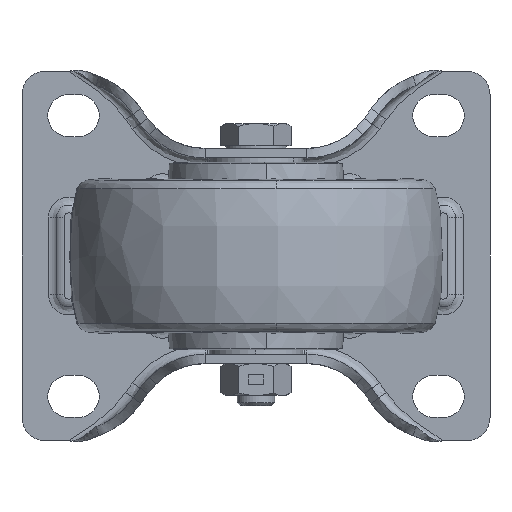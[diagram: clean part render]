
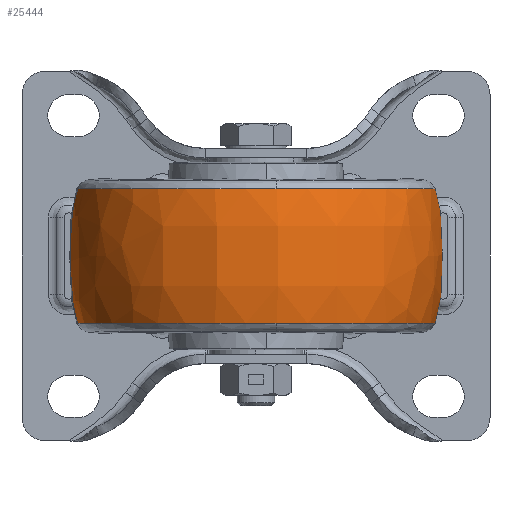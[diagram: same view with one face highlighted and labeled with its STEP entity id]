
A CAD part, front view. The second image highlights one B-rep face of the part: STEP entity #25444.
In plain terms, the highlighted free-form (B-spline) face has degree [3, 3] with [4, 4] control points.
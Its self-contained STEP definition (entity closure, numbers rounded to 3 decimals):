
#440 = DIRECTION ( 'NONE',  ( -0.117, 0.993, 0. ) ) ;
#866 = CARTESIAN_POINT ( 'NONE',  ( 158.772, -55.51, -14.374 ) ) ;
#1306 = VERTEX_POINT ( 'NONE', #5885 ) ;
#2102 = CARTESIAN_POINT ( 'NONE',  ( 158.772, -55.51, 14.374 ) ) ;
#2109 = CIRCLE ( 'NONE', #44524, 38.318 ) ;
#2612 = CARTESIAN_POINT ( 'NONE',  ( 89.687, -146.02, -7.653 ) ) ;
#2632 = CARTESIAN_POINT ( 'NONE',  ( 125.208, -98.054, 14.374 ) ) ;
#2686 = CARTESIAN_POINT ( 'NONE',  ( 82.664, -64.49, -14.374 ) ) ;
#2848 = CARTESIAN_POINT ( 'NONE',  ( 89.687, -146.02, 7.653 ) ) ;
#3792 = EDGE_CURVE ( 'NONE', #1306, #35909, #27026, .T. ) ;
#3965 = DIRECTION ( 'NONE',  ( 0., 0., -1. ) ) ;
#4317 = DIRECTION ( 'NONE',  ( 0., 0., 1. ) ) ;
#5885 = CARTESIAN_POINT ( 'NONE',  ( 158.772, -55.51, -14.374 ) ) ;
#6445 = CARTESIAN_POINT ( 'NONE',  ( 167.751, -131.618, 14.374 ) ) ;
#7455 = CARTESIAN_POINT ( 'NONE',  ( 120.718, -60., 14.374 ) ) ;
#9131 = VERTEX_POINT ( 'NONE', #9183 ) ;
#9183 = CARTESIAN_POINT ( 'NONE',  ( 82.664, -64.49, 14.374 ) ) ;
#9260 =( BOUNDED_CURVE ( )  B_SPLINE_CURVE ( 3, ( #16716, #32369, #24657, #2686 ),
 .UNSPECIFIED., .F., .F. ) 
 B_SPLINE_CURVE_WITH_KNOTS ( ( 4, 4 ),
 ( 0., 1. ),
 .UNSPECIFIED. ) 
 CURVE ( )  GEOMETRIC_REPRESENTATION_ITEM ( )  RATIONAL_B_SPLINE_CURVE ( ( 1., 0.626, 0.626, 1. ) ) 
 REPRESENTATION_ITEM ( '' )  );
#9844 = CARTESIAN_POINT ( 'NONE',  ( 167.751, -131.618, -14.374 ) ) ;
#10495 = EDGE_CURVE ( 'NONE', #35909, #23747, #26620, .T. ) ;
#10965 = DIRECTION ( 'NONE',  ( 0.117, -0.993, 0. ) ) ;
#13469 = CARTESIAN_POINT ( 'NONE',  ( 161.332, -55.208, 7.653 ) ) ;
#13606 = VERTEX_POINT ( 'NONE', #2632 ) ;
#13932 = CARTESIAN_POINT ( 'NONE',  ( 82.664, -64.49, -14.374 ) ) ;
#16716 = CARTESIAN_POINT ( 'NONE',  ( 82.664, -64.49, 14.374 ) ) ;
#17335 = CARTESIAN_POINT ( 'NONE',  ( 170.915, -136.436, -7.653 ) ) ;
#19460 = CARTESIAN_POINT ( 'NONE',  ( 161.332, -55.208, 7.653 ) ) ;
#21404 = CARTESIAN_POINT ( 'NONE',  ( 82.664, -64.49, 14.374 ) ) ;
#22330 = CARTESIAN_POINT ( 'NONE',  ( 161.332, -55.208, -7.653 ) ) ;
#23086 = ORIENTED_EDGE ( 'NONE', *, *, #44253, .T. ) ;
#23516 = DIRECTION ( 'NONE',  ( 0., 0., -1. ) ) ;
#23747 = VERTEX_POINT ( 'NONE', #26348 ) ;
#23783 = EDGE_CURVE ( 'NONE', #13606, #29979, #26206, .T. ) ;
#24587 = CARTESIAN_POINT ( 'NONE',  ( 80.104, -64.792, -7.653 ) ) ;
#24657 = CARTESIAN_POINT ( 'NONE',  ( 80.104, -64.792, -7.653 ) ) ;
#25444 = ADVANCED_FACE ( 'NONE', ( #28198 ), #45331, .F. ) ;
#25740 = CARTESIAN_POINT ( 'NONE',  ( 158.772, -55.51, 14.374 ) ) ;
#26206 = CIRCLE ( 'NONE', #35481, 38.318 ) ;
#26348 = CARTESIAN_POINT ( 'NONE',  ( 82.664, -64.49, -14.374 ) ) ;
#26433 = CARTESIAN_POINT ( 'NONE',  ( 120.718, -60., -14.374 ) ) ;
#26620 = CIRCLE ( 'NONE', #38246, 38.318 ) ;
#27026 = CIRCLE ( 'NONE', #44042, 38.318 ) ;
#27056 = ORIENTED_EDGE ( 'NONE', *, *, #23783, .F. ) ;
#28198 = FACE_OUTER_BOUND ( 'NONE', #41158, .T. ) ;
#29979 = VERTEX_POINT ( 'NONE', #2102 ) ;
#30543 = CARTESIAN_POINT ( 'NONE',  ( 120.718, -60., -14.374 ) ) ;
#31971 = ORIENTED_EDGE ( 'NONE', *, *, #44436, .T. ) ;
#32041 = CARTESIAN_POINT ( 'NONE',  ( 161.332, -55.208, -7.653 ) ) ;
#32244 = ORIENTED_EDGE ( 'NONE', *, *, #10495, .F. ) ;
#32290 = CARTESIAN_POINT ( 'NONE',  ( 158.772, -55.51, -14.374 ) ) ;
#32369 = CARTESIAN_POINT ( 'NONE',  ( 80.104, -64.792, 7.653 ) ) ;
#34943 = CARTESIAN_POINT ( 'NONE',  ( 170.915, -136.436, 7.653 ) ) ;
#35063 = CARTESIAN_POINT ( 'NONE',  ( 120.718, -60., 14.374 ) ) ;
#35481 = AXIS2_PLACEMENT_3D ( 'NONE', #35063, #35777, #46447 ) ;
#35777 = DIRECTION ( 'NONE',  ( 0., 0., 1. ) ) ;
#35909 = VERTEX_POINT ( 'NONE', #45718 ) ;
#35943 = CARTESIAN_POINT ( 'NONE',  ( 91.644, -140.597, 14.374 ) ) ;
#35952 = CARTESIAN_POINT ( 'NONE',  ( 91.644, -140.597, -14.374 ) ) ;
#36836 = ORIENTED_EDGE ( 'NONE', *, *, #46613, .F. ) ;
#38246 = AXIS2_PLACEMENT_3D ( 'NONE', #26433, #3965, #10965 ) ;
#38306 = DIRECTION ( 'NONE',  ( 0.117, -0.993, 0. ) ) ;
#39577 = CARTESIAN_POINT ( 'NONE',  ( 158.772, -55.51, 14.374 ) ) ;
#41158 = EDGE_LOOP ( 'NONE', ( #31971, #27056, #36836, #23086, #32244, #44952 ) ) ;
#44042 = AXIS2_PLACEMENT_3D ( 'NONE', #30543, #23516, #38306 ) ;
#44253 = EDGE_CURVE ( 'NONE', #9131, #23747, #9260, .T. ) ;
#44436 = EDGE_CURVE ( 'NONE', #1306, #29979, #47278, .T. ) ;
#44524 = AXIS2_PLACEMENT_3D ( 'NONE', #7455, #4317, #440 ) ;
#44952 = ORIENTED_EDGE ( 'NONE', *, *, #3792, .F. ) ;
#45331 =( BOUNDED_SURFACE ( )  B_SPLINE_SURFACE ( 3, 3, ( 
 ( #13932, #35952, #9844, #32290 ),
 ( #24587, #2612, #17335, #32041 ),
 ( #46850, #2848, #34943, #13469 ),
 ( #21404, #35943, #6445, #39577 ) ),
 .UNSPECIFIED., .F., .F., .F. ) 
 B_SPLINE_SURFACE_WITH_KNOTS ( ( 4, 4 ),
 ( 4, 4 ),
 ( 0., 1. ),
 ( 0., 1. ),
 .UNSPECIFIED. ) 
 GEOMETRIC_REPRESENTATION_ITEM ( )  RATIONAL_B_SPLINE_SURFACE ( (
 ( 1., 0.333, 0.333, 1.),
 ( 0.626, 0.209, 0.209, 0.626),
 ( 0.626, 0.209, 0.209, 0.626),
 ( 1., 0.333, 0.333, 1.) ) ) 
 REPRESENTATION_ITEM ( '' )  SURFACE ( )  );
#45718 = CARTESIAN_POINT ( 'NONE',  ( 125.208, -98.054, -14.374 ) ) ;
#46447 = DIRECTION ( 'NONE',  ( -0.117, 0.993, 0. ) ) ;
#46613 = EDGE_CURVE ( 'NONE', #9131, #13606, #2109, .T. ) ;
#46850 = CARTESIAN_POINT ( 'NONE',  ( 80.104, -64.792, 7.653 ) ) ;
#47278 =( BOUNDED_CURVE ( )  B_SPLINE_CURVE ( 3, ( #866, #22330, #19460, #25740 ),
 .UNSPECIFIED., .F., .F. ) 
 B_SPLINE_CURVE_WITH_KNOTS ( ( 4, 4 ),
 ( 0., 1. ),
 .UNSPECIFIED. ) 
 CURVE ( )  GEOMETRIC_REPRESENTATION_ITEM ( )  RATIONAL_B_SPLINE_CURVE ( ( 1., 0.626, 0.626, 1. ) ) 
 REPRESENTATION_ITEM ( '' )  );
